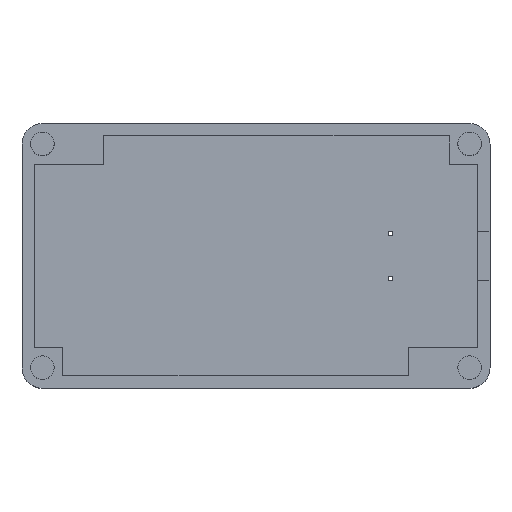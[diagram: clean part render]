
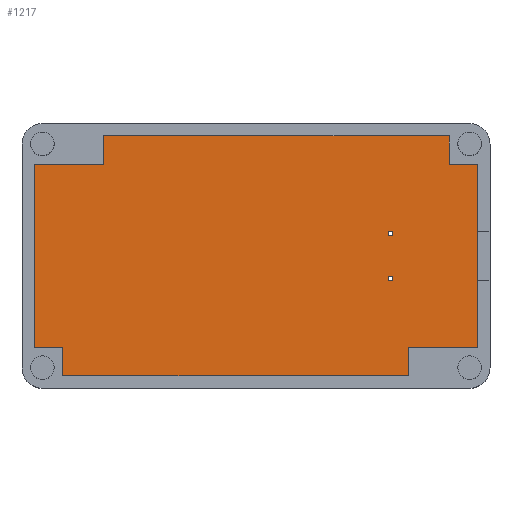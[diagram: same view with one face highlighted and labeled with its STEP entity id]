
A CAD part, top view. The second image highlights one B-rep face of the part: STEP entity #1217.
In plain terms, the highlighted planar face has unit normal (0, 0, 1).
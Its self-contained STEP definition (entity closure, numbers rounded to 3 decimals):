
#573 = VERTEX_POINT('',#574);
#574 = CARTESIAN_POINT('',(-94.,-5.,2.));
#582 = VERTEX_POINT('',#583);
#583 = CARTESIAN_POINT('',(-94.,-6.,2.));
#589 = EDGE_CURVE('',#573,#582,#590,.T.);
#590 = LINE('',#591,#592);
#591 = CARTESIAN_POINT('',(-94.,-5.,2.));
#592 = VECTOR('',#593,1.);
#593 = DIRECTION('',(0.,-1.,0.));
#604 = VERTEX_POINT('',#605);
#605 = CARTESIAN_POINT('',(-95.,-5.,2.));
#613 = EDGE_CURVE('',#604,#573,#614,.T.);
#614 = LINE('',#615,#616);
#615 = CARTESIAN_POINT('',(-95.,-5.,2.));
#616 = VECTOR('',#617,1.);
#617 = DIRECTION('',(1.,0.,0.));
#628 = VERTEX_POINT('',#629);
#629 = CARTESIAN_POINT('',(-95.,-6.,2.));
#637 = EDGE_CURVE('',#628,#604,#638,.T.);
#638 = LINE('',#639,#640);
#639 = CARTESIAN_POINT('',(-95.,-6.,2.));
#640 = VECTOR('',#641,1.);
#641 = DIRECTION('',(0.,1.,0.));
#654 = EDGE_CURVE('',#582,#628,#655,.T.);
#655 = LINE('',#656,#657);
#656 = CARTESIAN_POINT('',(-94.,-6.,2.));
#657 = VECTOR('',#658,1.);
#658 = DIRECTION('',(-1.,0.,0.));
#669 = VERTEX_POINT('',#670);
#670 = CARTESIAN_POINT('',(-94.,5.,2.));
#678 = VERTEX_POINT('',#679);
#679 = CARTESIAN_POINT('',(-94.,6.,2.));
#685 = EDGE_CURVE('',#669,#678,#686,.T.);
#686 = LINE('',#687,#688);
#687 = CARTESIAN_POINT('',(-94.,5.,2.));
#688 = VECTOR('',#689,1.);
#689 = DIRECTION('',(0.,1.,0.));
#702 = VERTEX_POINT('',#703);
#703 = CARTESIAN_POINT('',(-95.,6.,2.));
#709 = EDGE_CURVE('',#678,#702,#710,.T.);
#710 = LINE('',#711,#712);
#711 = CARTESIAN_POINT('',(-94.,6.,2.));
#712 = VECTOR('',#713,1.);
#713 = DIRECTION('',(-1.,0.,0.));
#726 = VERTEX_POINT('',#727);
#727 = CARTESIAN_POINT('',(-95.,5.,2.));
#733 = EDGE_CURVE('',#702,#726,#734,.T.);
#734 = LINE('',#735,#736);
#735 = CARTESIAN_POINT('',(-95.,6.,2.));
#736 = VECTOR('',#737,1.);
#737 = DIRECTION('',(0.,-1.,0.));
#750 = EDGE_CURVE('',#726,#669,#751,.T.);
#751 = LINE('',#752,#753);
#752 = CARTESIAN_POINT('',(-95.,5.,2.));
#753 = VECTOR('',#754,1.);
#754 = DIRECTION('',(1.,0.,0.));
#790 = VERTEX_POINT('',#791);
#791 = CARTESIAN_POINT('',(-73.,22.5,2.));
#797 = EDGE_CURVE('',#790,#798,#800,.T.);
#798 = VERTEX_POINT('',#799);
#799 = CARTESIAN_POINT('',(-73.,-22.5,2.));
#800 = LINE('',#801,#802);
#801 = CARTESIAN_POINT('',(-73.,22.5,2.));
#802 = VECTOR('',#803,1.);
#803 = DIRECTION('',(0.,-1.,0.));
#836 = EDGE_CURVE('',#790,#837,#839,.T.);
#837 = VERTEX_POINT('',#838);
#838 = CARTESIAN_POINT('',(-80.,22.5,2.));
#839 = LINE('',#840,#841);
#840 = CARTESIAN_POINT('',(-73.,22.5,2.));
#841 = VECTOR('',#842,1.);
#842 = DIRECTION('',(-1.,0.,0.));
#860 = EDGE_CURVE('',#837,#861,#863,.T.);
#861 = VERTEX_POINT('',#862);
#862 = CARTESIAN_POINT('',(-80.,29.5,2.));
#863 = LINE('',#864,#865);
#864 = CARTESIAN_POINT('',(-80.,22.5,2.));
#865 = VECTOR('',#866,1.);
#866 = DIRECTION('',(0.,1.,0.));
#884 = EDGE_CURVE('',#861,#885,#887,.T.);
#885 = VERTEX_POINT('',#886);
#886 = CARTESIAN_POINT('',(-165.,29.5,2.));
#887 = LINE('',#888,#889);
#888 = CARTESIAN_POINT('',(-80.,29.5,2.));
#889 = VECTOR('',#890,1.);
#890 = DIRECTION('',(-1.,0.,0.));
#908 = EDGE_CURVE('',#885,#909,#911,.T.);
#909 = VERTEX_POINT('',#910);
#910 = CARTESIAN_POINT('',(-165.,22.5,2.));
#911 = LINE('',#912,#913);
#912 = CARTESIAN_POINT('',(-165.,29.5,2.));
#913 = VECTOR('',#914,1.);
#914 = DIRECTION('',(0.,-1.,0.));
#932 = EDGE_CURVE('',#909,#933,#935,.T.);
#933 = VERTEX_POINT('',#934);
#934 = CARTESIAN_POINT('',(-182.,22.5,2.));
#935 = LINE('',#936,#937);
#936 = CARTESIAN_POINT('',(-165.,22.5,2.));
#937 = VECTOR('',#938,1.);
#938 = DIRECTION('',(-1.,0.,0.));
#956 = EDGE_CURVE('',#933,#957,#959,.T.);
#957 = VERTEX_POINT('',#958);
#958 = CARTESIAN_POINT('',(-182.,-22.5,2.));
#959 = LINE('',#960,#961);
#960 = CARTESIAN_POINT('',(-182.,22.5,2.));
#961 = VECTOR('',#962,1.);
#962 = DIRECTION('',(0.,-1.,0.));
#980 = EDGE_CURVE('',#957,#981,#983,.T.);
#981 = VERTEX_POINT('',#982);
#982 = CARTESIAN_POINT('',(-175.,-22.5,2.));
#983 = LINE('',#984,#985);
#984 = CARTESIAN_POINT('',(-182.,-22.5,2.));
#985 = VECTOR('',#986,1.);
#986 = DIRECTION('',(1.,0.,0.));
#1004 = EDGE_CURVE('',#981,#1005,#1007,.T.);
#1005 = VERTEX_POINT('',#1006);
#1006 = CARTESIAN_POINT('',(-175.,-29.5,2.));
#1007 = LINE('',#1008,#1009);
#1008 = CARTESIAN_POINT('',(-175.,-22.5,2.));
#1009 = VECTOR('',#1010,1.);
#1010 = DIRECTION('',(0.,-1.,0.));
#1028 = EDGE_CURVE('',#1005,#1029,#1031,.T.);
#1029 = VERTEX_POINT('',#1030);
#1030 = CARTESIAN_POINT('',(-90.,-29.5,2.));
#1031 = LINE('',#1032,#1033);
#1032 = CARTESIAN_POINT('',(-175.,-29.5,2.));
#1033 = VECTOR('',#1034,1.);
#1034 = DIRECTION('',(1.,0.,0.));
#1052 = EDGE_CURVE('',#1029,#1053,#1055,.T.);
#1053 = VERTEX_POINT('',#1054);
#1054 = CARTESIAN_POINT('',(-90.,-22.5,2.));
#1055 = LINE('',#1056,#1057);
#1056 = CARTESIAN_POINT('',(-90.,-29.5,2.));
#1057 = VECTOR('',#1058,1.);
#1058 = DIRECTION('',(0.,1.,0.));
#1076 = EDGE_CURVE('',#1053,#798,#1077,.T.);
#1077 = LINE('',#1078,#1079);
#1078 = CARTESIAN_POINT('',(-90.,-22.5,2.));
#1079 = VECTOR('',#1080,1.);
#1080 = DIRECTION('',(1.,0.,0.));
#1217 = ADVANCED_FACE('',(#1218,#1232,#1238),#1244,.T.);
#1218 = FACE_BOUND('',#1219,.T.);
#1219 = EDGE_LOOP('',(#1220,#1221,#1222,#1223,#1224,#1225,#1226,#1227,
    #1228,#1229,#1230,#1231));
#1220 = ORIENTED_EDGE('',*,*,#797,.F.);
#1221 = ORIENTED_EDGE('',*,*,#836,.T.);
#1222 = ORIENTED_EDGE('',*,*,#860,.T.);
#1223 = ORIENTED_EDGE('',*,*,#884,.T.);
#1224 = ORIENTED_EDGE('',*,*,#908,.T.);
#1225 = ORIENTED_EDGE('',*,*,#932,.T.);
#1226 = ORIENTED_EDGE('',*,*,#956,.T.);
#1227 = ORIENTED_EDGE('',*,*,#980,.T.);
#1228 = ORIENTED_EDGE('',*,*,#1004,.T.);
#1229 = ORIENTED_EDGE('',*,*,#1028,.T.);
#1230 = ORIENTED_EDGE('',*,*,#1052,.T.);
#1231 = ORIENTED_EDGE('',*,*,#1076,.T.);
#1232 = FACE_BOUND('',#1233,.T.);
#1233 = EDGE_LOOP('',(#1234,#1235,#1236,#1237));
#1234 = ORIENTED_EDGE('',*,*,#589,.T.);
#1235 = ORIENTED_EDGE('',*,*,#654,.T.);
#1236 = ORIENTED_EDGE('',*,*,#637,.T.);
#1237 = ORIENTED_EDGE('',*,*,#613,.T.);
#1238 = FACE_BOUND('',#1239,.T.);
#1239 = EDGE_LOOP('',(#1240,#1241,#1242,#1243));
#1240 = ORIENTED_EDGE('',*,*,#685,.F.);
#1241 = ORIENTED_EDGE('',*,*,#750,.F.);
#1242 = ORIENTED_EDGE('',*,*,#733,.F.);
#1243 = ORIENTED_EDGE('',*,*,#709,.F.);
#1244 = PLANE('',#1245);
#1245 = AXIS2_PLACEMENT_3D('',#1246,#1247,#1248);
#1246 = CARTESIAN_POINT('',(-127.5,0.,2.));
#1247 = DIRECTION('',(0.,0.,1.));
#1248 = DIRECTION('',(1.,0.,0.));
